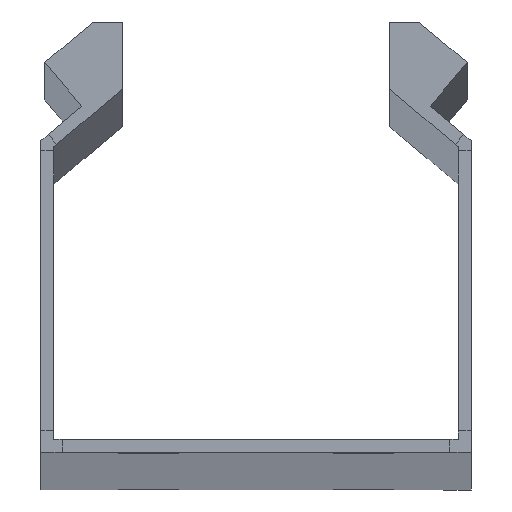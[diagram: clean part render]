
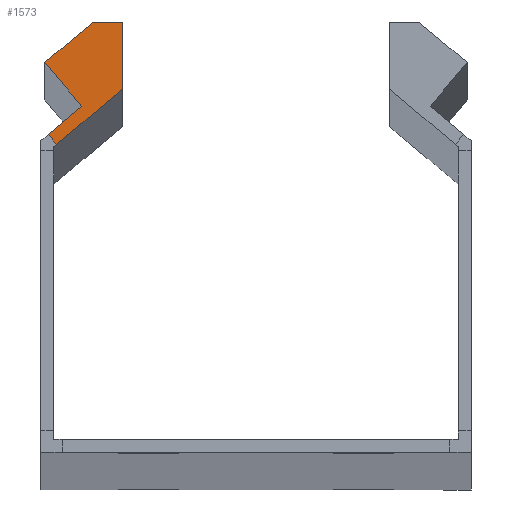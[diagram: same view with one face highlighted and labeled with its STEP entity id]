
A CAD part, top view. The second image highlights one B-rep face of the part: STEP entity #1573.
In plain terms, the highlighted planar face has unit normal (0, 0, 1).
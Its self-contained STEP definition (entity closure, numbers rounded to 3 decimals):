
#11 = EDGE_CURVE ( 'NONE', #1112, #1526, #1514, .T. ) ;
#61 = DIRECTION ( 'NONE',  ( -0.643, 0.766, 0. ) ) ;
#65 = VERTEX_POINT ( 'NONE', #1877 ) ;
#167 = CARTESIAN_POINT ( 'NONE',  ( -15.5, 42.179, 1250. ) ) ;
#293 = DIRECTION ( 'NONE',  ( -1., 0., 0. ) ) ;
#326 = DIRECTION ( 'NONE',  ( -0.766, -0.643, 0. ) ) ;
#328 = EDGE_CURVE ( 'NONE', #1526, #503, #3602, .T. ) ;
#485 = CARTESIAN_POINT ( 'NONE',  ( -15.5, 52.828, 1250. ) ) ;
#503 = VERTEX_POINT ( 'NONE', #1782 ) ;
#579 = CARTESIAN_POINT ( 'NONE',  ( -16.393, 41.43, 1250. ) ) ;
#690 = VECTOR ( 'NONE', #1227, 1000. ) ;
#694 = LINE ( 'NONE', #485, #3379 ) ;
#726 = CARTESIAN_POINT ( 'NONE',  ( -23.143, 35.766, 1250. ) ) ;
#914 = CARTESIAN_POINT ( 'NONE',  ( -24.5, 45.276, 1250. ) ) ;
#943 = AXIS2_PLACEMENT_3D ( 'NONE', #579, #2491, #326 ) ;
#1021 = VERTEX_POINT ( 'NONE', #2121 ) ;
#1095 = DIRECTION ( 'NONE',  ( -0.766, -0.643, 0. ) ) ;
#1112 = VERTEX_POINT ( 'NONE', #2470 ) ;
#1130 = DIRECTION ( 'NONE',  ( -0.766, -0.643, 0. ) ) ;
#1227 = DIRECTION ( 'NONE',  ( 0.643, -0.766, 0. ) ) ;
#1282 = ORIENTED_EDGE ( 'NONE', *, *, #328, .T. ) ;
#1344 = VECTOR ( 'NONE', #293, 1000. ) ;
#1379 = ORIENTED_EDGE ( 'NONE', *, *, #2297, .F. ) ;
#1401 = CARTESIAN_POINT ( 'NONE',  ( -17.357, 42.579, 1250. ) ) ;
#1457 = CARTESIAN_POINT ( 'NONE',  ( -16.393, 41.43, 1250. ) ) ;
#1514 = LINE ( 'NONE', #914, #690 ) ;
#1526 = VERTEX_POINT ( 'NONE', #3751 ) ;
#1573 = ADVANCED_FACE ( 'NONE', ( #3729 ), #3389, .T. ) ;
#1578 = EDGE_CURVE ( 'NONE', #1021, #65, #3684, .T. ) ;
#1591 = ORIENTED_EDGE ( 'NONE', *, *, #3351, .T. ) ;
#1690 = ORIENTED_EDGE ( 'NONE', *, *, #3828, .F. ) ;
#1782 = CARTESIAN_POINT ( 'NONE',  ( -24.107, 36.915, 1250. ) ) ;
#1877 = CARTESIAN_POINT ( 'NONE',  ( -18.91, 49.966, 1250. ) ) ;
#2011 = LINE ( 'NONE', #167, #2196 ) ;
#2121 = CARTESIAN_POINT ( 'NONE',  ( -15.5, 49.966, 1250. ) ) ;
#2188 = CARTESIAN_POINT ( 'NONE',  ( -23.143, 35.766, 1250. ) ) ;
#2196 = VECTOR ( 'NONE', #2327, 1000. ) ;
#2208 = LINE ( 'NONE', #726, #3829 ) ;
#2297 = EDGE_CURVE ( 'NONE', #3138, #503, #2208, .T. ) ;
#2327 = DIRECTION ( 'NONE',  ( 0., 1., 0. ) ) ;
#2395 = ORIENTED_EDGE ( 'NONE', *, *, #1578, .T. ) ;
#2470 = CARTESIAN_POINT ( 'NONE',  ( -24.5, 45.276, 1250. ) ) ;
#2491 = DIRECTION ( 'NONE',  ( 0., 0., 1. ) ) ;
#2500 = ORIENTED_EDGE ( 'NONE', *, *, #11, .T. ) ;
#2565 = CARTESIAN_POINT ( 'NONE',  ( -15.5, 42.179, 1250. ) ) ;
#2571 = VERTEX_POINT ( 'NONE', #2565 ) ;
#2640 = EDGE_LOOP ( 'NONE', ( #1379, #1690, #1591, #2395, #3957, #2500, #1282 ) ) ;
#2824 = LINE ( 'NONE', #1457, #3225 ) ;
#3105 = VECTOR ( 'NONE', #1095, 1000. ) ;
#3138 = VERTEX_POINT ( 'NONE', #2188 ) ;
#3225 = VECTOR ( 'NONE', #3313, 1000. ) ;
#3313 = DIRECTION ( 'NONE',  ( -0.766, -0.643, 0. ) ) ;
#3351 = EDGE_CURVE ( 'NONE', #2571, #1021, #2011, .T. ) ;
#3379 = VECTOR ( 'NONE', #1130, 1000. ) ;
#3389 = PLANE ( 'NONE',  #943 ) ;
#3401 = CARTESIAN_POINT ( 'NONE',  ( -15.5, 49.966, 1250. ) ) ;
#3452 = EDGE_CURVE ( 'NONE', #65, #1112, #694, .T. ) ;
#3602 = LINE ( 'NONE', #1401, #3105 ) ;
#3684 = LINE ( 'NONE', #3401, #1344 ) ;
#3729 = FACE_OUTER_BOUND ( 'NONE', #2640, .T. ) ;
#3751 = CARTESIAN_POINT ( 'NONE',  ( -20.221, 40.176, 1250. ) ) ;
#3828 = EDGE_CURVE ( 'NONE', #2571, #3138, #2824, .T. ) ;
#3829 = VECTOR ( 'NONE', #61, 1000. ) ;
#3957 = ORIENTED_EDGE ( 'NONE', *, *, #3452, .T. ) ;
